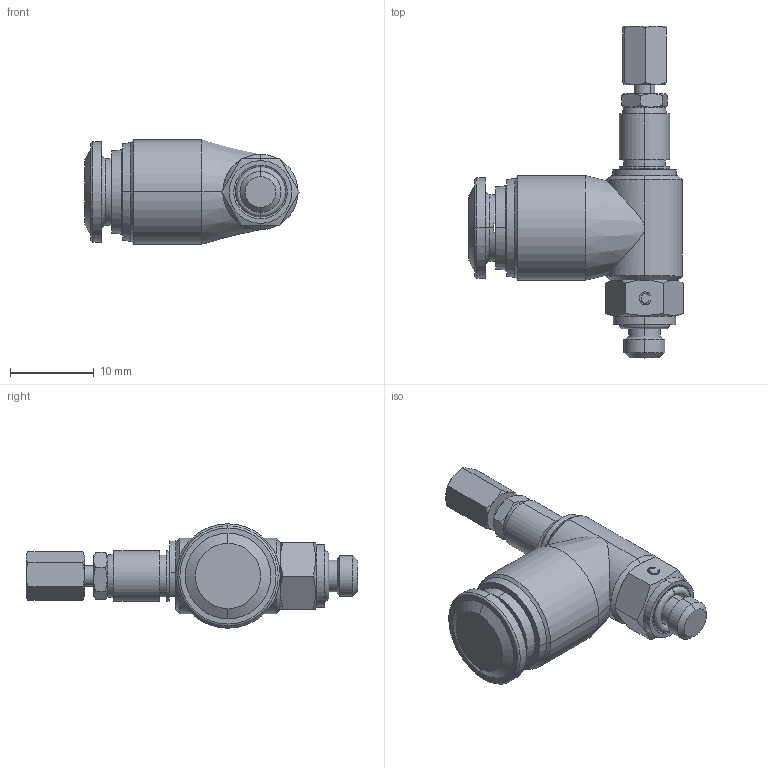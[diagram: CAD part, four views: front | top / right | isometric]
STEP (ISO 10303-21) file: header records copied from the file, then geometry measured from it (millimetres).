
FILE_DESCRIPTION (( 'STEP AP214' ), '1' );
FILE_NAME ('5790500007A.step', '2012-10-22T17:39:48', ( '' ), ( '' ), 'SwSTEP 2.0', 'SolidWorks 2012', '' );
FILE_SCHEMA (( 'AUTOMOTIVE_DESIGN' ));
Length unit declared in the file: millimetre
Products named in the file (1): 5790500007A
Bounding box: 25.62 x 39.7 x 12.5 mm (x, y, z)
Volume: 3414.7 mm3; surface area: 1891.9 mm2
Topology: 1 solids, 1 shells, 159 faces, 371 edges, 226 vertices
Faces by surface type: cone 56, plane 47, cylinder 34, torus 14, bspline 8
Entity records: 5646 total; most frequent: CARTESIAN_POINT 1819, DIRECTION 751, ORIENTED_EDGE 742, EDGE_CURVE 371, AXIS2_PLACEMENT_3D 318, VERTEX_POINT 226, EDGE_LOOP 173, CIRCLE 166
